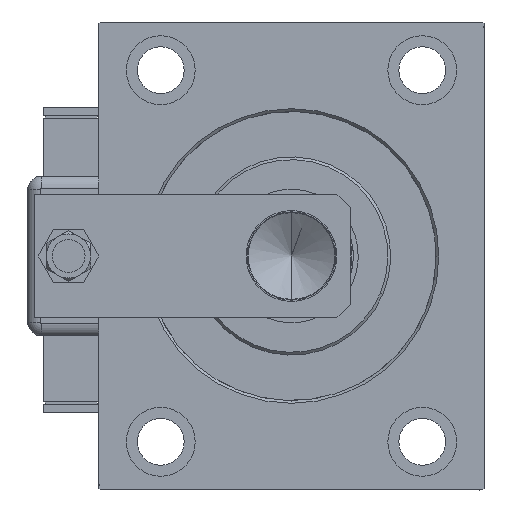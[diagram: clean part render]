
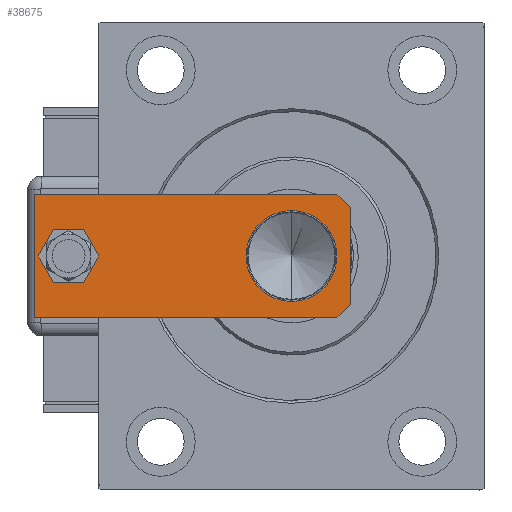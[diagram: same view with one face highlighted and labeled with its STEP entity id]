
A CAD part, left-side view. The second image highlights one B-rep face of the part: STEP entity #38675.
In plain terms, the highlighted face is planar.
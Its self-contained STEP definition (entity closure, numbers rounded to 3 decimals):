
#1414 = VECTOR ( 'NONE', #29853, 1000. ) ;
#1912 = VECTOR ( 'NONE', #41041, 1000. ) ;
#2228 = CARTESIAN_POINT ( 'NONE',  ( 0., 21.5, 0. ) ) ;
#3608 = DIRECTION ( 'NONE',  ( -0.707, 0.707, 0. ) ) ;
#3686 = EDGE_CURVE ( 'NONE', #46341, #44028, #41650, .T. ) ;
#5903 = EDGE_CURVE ( 'NONE', #8563, #25873, #26707, .T. ) ;
#7340 = CARTESIAN_POINT ( 'NONE',  ( -7., 102.5, 0. ) ) ;
#7460 = VERTEX_POINT ( 'NONE', #52144 ) ;
#8083 = EDGE_LOOP ( 'NONE', ( #22196, #9872 ) ) ;
#8563 = VERTEX_POINT ( 'NONE', #7340 ) ;
#8599 = EDGE_CURVE ( 'NONE', #7460, #36679, #48770, .T. ) ;
#8763 = DIRECTION ( 'NONE',  ( 1., 0., 0. ) ) ;
#9129 = CARTESIAN_POINT ( 'NONE',  ( 16.5, 21.5, 0. ) ) ;
#9872 = ORIENTED_EDGE ( 'NONE', *, *, #29428, .T. ) ;
#10880 = CARTESIAN_POINT ( 'NONE',  ( 7., 102.5, 0. ) ) ;
#12130 = ORIENTED_EDGE ( 'NONE', *, *, #40683, .F. ) ;
#12399 = DIRECTION ( 'NONE',  ( 0., 0., 1. ) ) ;
#13389 = DIRECTION ( 'NONE',  ( 0., 0., 1. ) ) ;
#13797 = DIRECTION ( 'NONE',  ( 1., 0., 0. ) ) ;
#14022 = CARTESIAN_POINT ( 'NONE',  ( -16.5, 21.5, 0. ) ) ;
#14523 = CARTESIAN_POINT ( 'NONE',  ( 0., 0., 0. ) ) ;
#17288 = ORIENTED_EDGE ( 'NONE', *, *, #37683, .F. ) ;
#18406 = EDGE_CURVE ( 'NONE', #45911, #57531, #25288, .T. ) ;
#18810 = FACE_OUTER_BOUND ( 'NONE', #43423, .T. ) ;
#20789 = DIRECTION ( 'NONE',  ( 1., 0., 0. ) ) ;
#22196 = ORIENTED_EDGE ( 'NONE', *, *, #5903, .T. ) ;
#22610 = CARTESIAN_POINT ( 'NONE',  ( 0., 21.5, 0. ) ) ;
#23032 = CARTESIAN_POINT ( 'NONE',  ( 17.5, 0., 0. ) ) ;
#23266 = CARTESIAN_POINT ( 'NONE',  ( 22.5, 5., 0. ) ) ;
#23461 = ORIENTED_EDGE ( 'NONE', *, *, #23888, .T. ) ;
#23888 = EDGE_CURVE ( 'NONE', #24272, #36679, #27908, .T. ) ;
#24272 = VERTEX_POINT ( 'NONE', #23266 ) ;
#25001 = AXIS2_PLACEMENT_3D ( 'NONE', #14523, #55691, #8763 ) ;
#25288 = CIRCLE ( 'NONE', #42793, 16.5 ) ;
#25873 = VERTEX_POINT ( 'NONE', #10880 ) ;
#25891 = ORIENTED_EDGE ( 'NONE', *, *, #32778, .T. ) ;
#26707 = CIRCLE ( 'NONE', #29650, 7. ) ;
#26744 = CARTESIAN_POINT ( 'NONE',  ( -17.5, 0., 0. ) ) ;
#26891 = DIRECTION ( 'NONE',  ( -1., 0., 0. ) ) ;
#27305 = CARTESIAN_POINT ( 'NONE',  ( -22.5, 115., 0. ) ) ;
#27908 = LINE ( 'NONE', #59323, #1912 ) ;
#29237 = CIRCLE ( 'NONE', #52620, 7. ) ;
#29428 = EDGE_CURVE ( 'NONE', #25873, #8563, #29237, .T. ) ;
#29650 = AXIS2_PLACEMENT_3D ( 'NONE', #41019, #12399, #30944 ) ;
#29853 = DIRECTION ( 'NONE',  ( 1., 0., 0. ) ) ;
#29907 = CARTESIAN_POINT ( 'NONE',  ( -22.5, 5., 0. ) ) ;
#30317 = DIRECTION ( 'NONE',  ( 0., 1., 0. ) ) ;
#30944 = DIRECTION ( 'NONE',  ( 1., 0., 0. ) ) ;
#31705 = ORIENTED_EDGE ( 'NONE', *, *, #41395, .T. ) ;
#32778 = EDGE_CURVE ( 'NONE', #57531, #45911, #42059, .T. ) ;
#34100 = CARTESIAN_POINT ( 'NONE',  ( 22.5, 115., 0. ) ) ;
#34230 = ORIENTED_EDGE ( 'NONE', *, *, #3686, .F. ) ;
#35056 = CARTESIAN_POINT ( 'NONE',  ( -22.5, 0., 0. ) ) ;
#35322 = VECTOR ( 'NONE', #55366, 1000. ) ;
#35930 = CARTESIAN_POINT ( 'NONE',  ( 0., 102.5, 0. ) ) ;
#36011 = VERTEX_POINT ( 'NONE', #34100 ) ;
#36229 = ORIENTED_EDGE ( 'NONE', *, *, #18406, .T. ) ;
#36236 = DIRECTION ( 'NONE',  ( 1., 0., 0. ) ) ;
#36679 = VERTEX_POINT ( 'NONE', #23032 ) ;
#37390 = FACE_BOUND ( 'NONE', #47498, .T. ) ;
#37683 = EDGE_CURVE ( 'NONE', #24272, #36011, #56954, .T. ) ;
#38675 = ADVANCED_FACE ( 'NONE', ( #18810, #51125, #37390 ), #55084, .F. ) ;
#40683 = EDGE_CURVE ( 'NONE', #36011, #46341, #49175, .T. ) ;
#40689 = VECTOR ( 'NONE', #26891, 1000. ) ;
#41019 = CARTESIAN_POINT ( 'NONE',  ( 0., 102.5, 0. ) ) ;
#41041 = DIRECTION ( 'NONE',  ( -0.707, -0.707, 0. ) ) ;
#41395 = EDGE_CURVE ( 'NONE', #7460, #44028, #59691, .T. ) ;
#41650 = LINE ( 'NONE', #27305, #35322 ) ;
#42059 = CIRCLE ( 'NONE', #45982, 16.5 ) ;
#42793 = AXIS2_PLACEMENT_3D ( 'NONE', #22610, #46104, #13797 ) ;
#43423 = EDGE_LOOP ( 'NONE', ( #50492, #31705, #34230, #12130, #17288, #23461 ) ) ;
#44028 = VERTEX_POINT ( 'NONE', #29907 ) ;
#44906 = CARTESIAN_POINT ( 'NONE',  ( 22.5, 115., 0. ) ) ;
#45911 = VERTEX_POINT ( 'NONE', #14022 ) ;
#45982 = AXIS2_PLACEMENT_3D ( 'NONE', #2228, #57696, #20789 ) ;
#46104 = DIRECTION ( 'NONE',  ( 0., 0., 1. ) ) ;
#46341 = VERTEX_POINT ( 'NONE', #46475 ) ;
#46475 = CARTESIAN_POINT ( 'NONE',  ( -22.5, 115., 0. ) ) ;
#47498 = EDGE_LOOP ( 'NONE', ( #36229, #25891 ) ) ;
#47512 = VECTOR ( 'NONE', #3608, 1000. ) ;
#48770 = LINE ( 'NONE', #35056, #1414 ) ;
#49175 = LINE ( 'NONE', #44906, #40689 ) ;
#50492 = ORIENTED_EDGE ( 'NONE', *, *, #8599, .F. ) ;
#51125 = FACE_BOUND ( 'NONE', #8083, .T. ) ;
#52144 = CARTESIAN_POINT ( 'NONE',  ( -17.5, 0., 0. ) ) ;
#52620 = AXIS2_PLACEMENT_3D ( 'NONE', #35930, #13389, #36236 ) ;
#55084 = PLANE ( 'NONE',  #25001 ) ;
#55366 = DIRECTION ( 'NONE',  ( 0., -1., 0. ) ) ;
#55691 = DIRECTION ( 'NONE',  ( 0., 0., 1. ) ) ;
#56954 = LINE ( 'NONE', #58079, #58103 ) ;
#57531 = VERTEX_POINT ( 'NONE', #9129 ) ;
#57696 = DIRECTION ( 'NONE',  ( 0., 0., 1. ) ) ;
#58079 = CARTESIAN_POINT ( 'NONE',  ( 22.5, 0., 0. ) ) ;
#58103 = VECTOR ( 'NONE', #30317, 1000. ) ;
#59323 = CARTESIAN_POINT ( 'NONE',  ( 22.5, 5., 0. ) ) ;
#59691 = LINE ( 'NONE', #26744, #47512 ) ;
